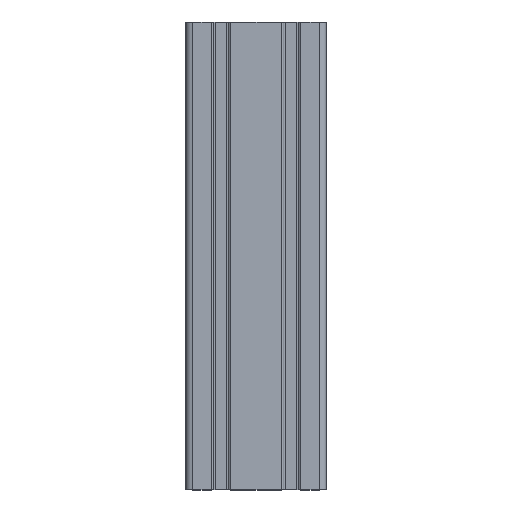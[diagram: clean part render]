
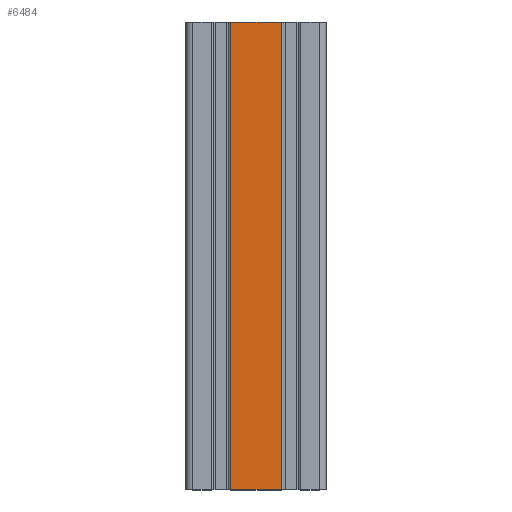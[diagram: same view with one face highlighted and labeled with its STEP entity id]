
A CAD part, top view. The second image highlights one B-rep face of the part: STEP entity #6484.
In plain terms, the highlighted planar face has unit normal (0, 0, 1).
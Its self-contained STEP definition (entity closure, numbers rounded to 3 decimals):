
#104=PLANE('',#6956);
#338=FACE_OUTER_BOUND('',#672,.T.);
#672=EDGE_LOOP('',(#4737,#4738,#4739,#4740));
#1167=LINE('',#10180,#1823);
#1168=LINE('',#10184,#1824);
#1169=LINE('',#10186,#1825);
#1170=LINE('',#10187,#1826);
#1823=VECTOR('',#8171,200.);
#1824=VECTOR('',#8176,21.65);
#1825=VECTOR('',#8177,200.);
#1826=VECTOR('',#8178,21.65);
#2821=VERTEX_POINT('',#10177);
#2822=VERTEX_POINT('',#10179);
#2823=VERTEX_POINT('',#10183);
#2824=VERTEX_POINT('',#10185);
#3614=EDGE_CURVE('',#2821,#2822,#1167,.T.);
#3616=EDGE_CURVE('',#2821,#2823,#1168,.T.);
#3617=EDGE_CURVE('',#2823,#2824,#1169,.T.);
#3618=EDGE_CURVE('',#2822,#2824,#1170,.T.);
#4737=ORIENTED_EDGE('',*,*,#3616,.T.);
#4738=ORIENTED_EDGE('',*,*,#3617,.T.);
#4739=ORIENTED_EDGE('',*,*,#3618,.F.);
#4740=ORIENTED_EDGE('',*,*,#3614,.F.);
#6484=ADVANCED_FACE('',(#338),#104,.T.);
#6956=AXIS2_PLACEMENT_3D('',#10182,#8174,#8175);
#8171=DIRECTION('',(0.,-1.,0.));
#8174=DIRECTION('center_axis',(0.,0.,1.));
#8175=DIRECTION('ref_axis',(1.,0.,0.));
#8176=DIRECTION('',(-1.,0.,0.));
#8177=DIRECTION('',(0.,-1.,0.));
#8178=DIRECTION('',(-1.,0.,0.));
#10177=CARTESIAN_POINT('',(10.825,200.,30.));
#10179=CARTESIAN_POINT('',(10.825,0.,30.));
#10180=CARTESIAN_POINT('',(10.825,0.,30.));
#10182=CARTESIAN_POINT('Origin',(-10.825,0.,30.));
#10183=CARTESIAN_POINT('',(-10.825,200.,30.));
#10184=CARTESIAN_POINT('',(-5.413,200.,30.));
#10185=CARTESIAN_POINT('',(-10.825,0.,30.));
#10186=CARTESIAN_POINT('',(-10.825,0.,30.));
#10187=CARTESIAN_POINT('',(-5.413,0.,30.));
